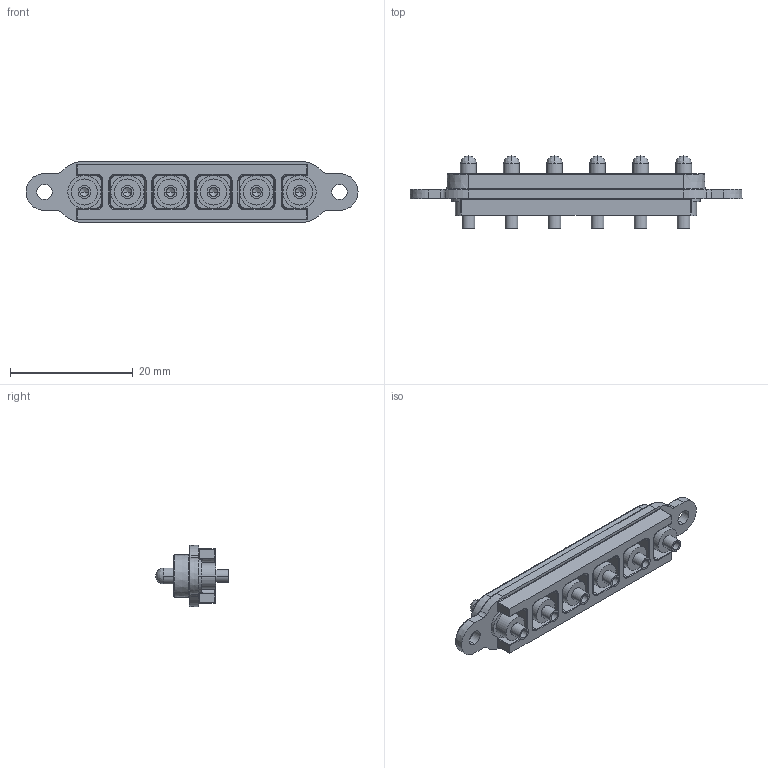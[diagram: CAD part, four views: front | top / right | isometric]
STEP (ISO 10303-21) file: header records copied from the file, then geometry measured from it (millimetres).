
FILE_DESCRIPTION (( 'STEP AP214' ), '1' );
FILE_NAME ('UEBK-30258.STEP', '2016-11-03T14:27:51', ( '' ), ( '' ), 'SwSTEP 2.0', 'SolidWorks 2016', '' );
FILE_SCHEMA (( 'AUTOMOTIVE_DESIGN' ));
Length unit declared in the file: millimetre
Products named in the file (3): Gehäuse-6polig-7mm; UEBK-30287; UEBK-30258
Assembly tree (7 placements, depth 2):
  UEBK-30258
    Gehäuse-6polig-7mm
    UEBK-30287  x6
Bounding box: 54 x 11.8 x 10 mm (x, y, z)
Volume: 1504.5 mm3; surface area: 3045.7 mm2
Topology: 1 solids, 13 shells, 470 faces, 1062 edges, 594 vertices
Faces by surface type: cylinder 204, bspline 90, cone 84, plane 80, torus 12
Entity records: 9615 total; most frequent: CARTESIAN_POINT 3360, ORIENTED_EDGE 1302, DIRECTION 1254, EDGE_CURVE 652, AXIS2_PLACEMENT_3D 489, VERTEX_POINT 379, EDGE_LOOP 318, FACE_OUTER_BOUND 290
